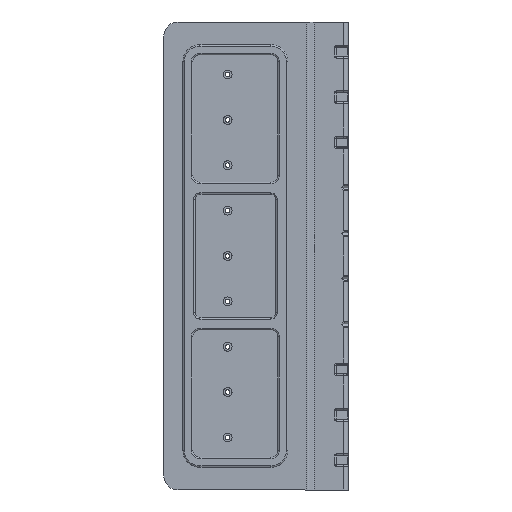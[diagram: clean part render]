
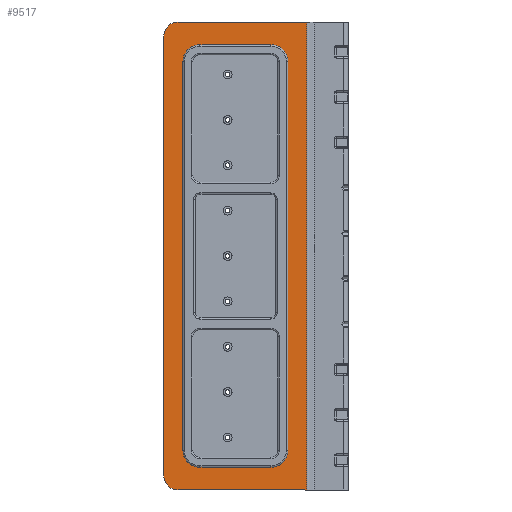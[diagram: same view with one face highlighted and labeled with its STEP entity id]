
A CAD part, left-side view. The second image highlights one B-rep face of the part: STEP entity #9517.
In plain terms, the highlighted planar face has unit normal (-1, 0, 0).
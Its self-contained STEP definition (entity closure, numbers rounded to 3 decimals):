
#429=FACE_BOUND('',#1679,.T.);
#562=PLANE('',#10490);
#1060=FACE_OUTER_BOUND('',#1678,.T.);
#1678=EDGE_LOOP('',(#8070,#8071,#8072,#8073,#8074,#8075));
#1679=EDGE_LOOP('',(#8076,#8077,#8078,#8079,#8080,#8081,#8082,#8083));
#1886=LINE('',#13812,#2534);
#1950=LINE('',#14071,#2598);
#1954=LINE('',#14080,#2602);
#1980=LINE('',#14152,#2628);
#1981=LINE('',#14156,#2629);
#1984=LINE('',#14164,#2632);
#2349=LINE('',#19059,#2997);
#2350=LINE('',#19061,#2998);
#2534=VECTOR('',#10891,10.);
#2598=VECTOR('',#11027,10.);
#2602=VECTOR('',#11037,10.);
#2628=VECTOR('',#11115,10.);
#2629=VECTOR('',#11122,10.);
#2632=VECTOR('',#11135,10.);
#2997=VECTOR('',#12892,10.);
#2998=VECTOR('',#12895,10.);
#3176=CIRCLE('',#9715,10.);
#3186=CIRCLE('',#9737,10.);
#3199=CIRCLE('',#9760,12.);
#3200=CIRCLE('',#9763,12.);
#3549=CIRCLE('',#10491,12.);
#3550=CIRCLE('',#10492,12.);
#3744=VERTEX_POINT('',#13779);
#3745=VERTEX_POINT('',#13781);
#3758=VERTEX_POINT('',#13811);
#3831=VERTEX_POINT('',#14032);
#3840=VERTEX_POINT('',#14068);
#3841=VERTEX_POINT('',#14070);
#3842=VERTEX_POINT('',#14074);
#3843=VERTEX_POINT('',#14078);
#3844=VERTEX_POINT('',#14082);
#3862=VERTEX_POINT('',#14150);
#3863=VERTEX_POINT('',#14151);
#4343=VERTEX_POINT('',#19055);
#4344=VERTEX_POINT('',#19056);
#4345=VERTEX_POINT('',#19058);
#4570=EDGE_CURVE('',#3744,#3745,#3176,.T.);
#4585=EDGE_CURVE('',#3758,#3745,#1886,.T.);
#4663=EDGE_CURVE('',#3758,#3831,#3186,.T.);
#4682=EDGE_CURVE('',#3841,#3840,#1950,.T.);
#4685=EDGE_CURVE('',#3840,#3842,#3199,.T.);
#4687=EDGE_CURVE('',#3842,#3843,#1954,.T.);
#4689=EDGE_CURVE('',#3843,#3844,#3200,.T.);
#4723=EDGE_CURVE('',#3862,#3863,#1980,.T.);
#4726=EDGE_CURVE('',#3863,#3831,#1981,.T.);
#4731=EDGE_CURVE('',#3862,#3744,#1984,.T.);
#5615=EDGE_CURVE('',#4343,#4344,#3549,.T.);
#5616=EDGE_CURVE('',#4344,#4345,#2349,.T.);
#5617=EDGE_CURVE('',#4345,#3841,#3550,.T.);
#5618=EDGE_CURVE('',#3844,#4343,#2350,.T.);
#8070=ORIENTED_EDGE('',*,*,#4570,.F.);
#8071=ORIENTED_EDGE('',*,*,#4731,.F.);
#8072=ORIENTED_EDGE('',*,*,#4723,.T.);
#8073=ORIENTED_EDGE('',*,*,#4726,.T.);
#8074=ORIENTED_EDGE('',*,*,#4663,.F.);
#8075=ORIENTED_EDGE('',*,*,#4585,.T.);
#8076=ORIENTED_EDGE('',*,*,#5615,.T.);
#8077=ORIENTED_EDGE('',*,*,#5616,.T.);
#8078=ORIENTED_EDGE('',*,*,#5617,.T.);
#8079=ORIENTED_EDGE('',*,*,#4682,.T.);
#8080=ORIENTED_EDGE('',*,*,#4685,.T.);
#8081=ORIENTED_EDGE('',*,*,#4687,.T.);
#8082=ORIENTED_EDGE('',*,*,#4689,.T.);
#8083=ORIENTED_EDGE('',*,*,#5618,.T.);
#9517=ADVANCED_FACE('',(#1060,#429),#562,.F.);
#9715=AXIS2_PLACEMENT_3D('',#13782,#10866,#10867);
#9737=AXIS2_PLACEMENT_3D('',#14033,#10977,#10978);
#9760=AXIS2_PLACEMENT_3D('',#14076,#11032,#11033);
#9763=AXIS2_PLACEMENT_3D('',#14084,#11041,#11042);
#10490=AXIS2_PLACEMENT_3D('',#19054,#12888,#12889);
#10491=AXIS2_PLACEMENT_3D('',#19057,#12890,#12891);
#10492=AXIS2_PLACEMENT_3D('',#19060,#12893,#12894);
#10866=DIRECTION('center_axis',(1.,0.,0.));
#10867=DIRECTION('ref_axis',(0.,0.707,-0.707));
#10891=DIRECTION('',(0.,0.,-1.));
#10977=DIRECTION('center_axis',(1.,0.,0.));
#10978=DIRECTION('ref_axis',(0.,0.707,0.707));
#11027=DIRECTION('',(0.,0.,-1.));
#11032=DIRECTION('center_axis',(1.,0.,0.));
#11033=DIRECTION('ref_axis',(0.,-1.,0.));
#11037=DIRECTION('',(0.,1.,0.));
#11041=DIRECTION('center_axis',(1.,0.,0.));
#11042=DIRECTION('ref_axis',(0.,0.,
-1.));
#11115=DIRECTION('',(0.,0.,1.));
#11122=DIRECTION('',(0.,1.,0.));
#11135=DIRECTION('',(0.,1.,0.));
#12888=DIRECTION('center_axis',(1.,0.,0.));
#12889=DIRECTION('ref_axis',(0.,0.,
-1.));
#12890=DIRECTION('center_axis',(1.,0.,0.));
#12891=DIRECTION('ref_axis',(0.,1.,0.));
#12892=DIRECTION('',(0.,-1.,0.));
#12893=DIRECTION('center_axis',(1.,0.,0.));
#12894=DIRECTION('ref_axis',(0.,0.,
1.));
#12895=DIRECTION('',(0.,0.,1.));
#13779=CARTESIAN_POINT('',(-29.256,120.,-165.));
#13781=CARTESIAN_POINT('',(-29.256,130.,-155.));
#13782=CARTESIAN_POINT('Origin',(-29.256,120.,-155.));
#13811=CARTESIAN_POINT('',(-29.256,130.,155.));
#13812=CARTESIAN_POINT('',(-29.256,130.,165.));
#14032=CARTESIAN_POINT('',(-29.256,120.,165.));
#14033=CARTESIAN_POINT('Origin',(-29.256,120.,155.));
#14068=CARTESIAN_POINT('',(-29.256,42.5,-137.));
#14070=CARTESIAN_POINT('',(-29.256,42.5,137.));
#14071=CARTESIAN_POINT('',(-29.256,42.5,-68.5));
#14074=CARTESIAN_POINT('',(-29.256,54.5,-149.));
#14076=CARTESIAN_POINT('Origin',(-29.256,54.5,-137.));
#14078=CARTESIAN_POINT('',(-29.256,104.5,-149.));
#14080=CARTESIAN_POINT('',(-29.256,91.608,-149.));
#14082=CARTESIAN_POINT('',(-29.256,116.5,-137.));
#14084=CARTESIAN_POINT('Origin',(-29.256,104.5,-137.));
#14150=CARTESIAN_POINT('',(-29.256,29.128,-165.));
#14151=CARTESIAN_POINT('',(-29.256,29.128,165.));
#14152=CARTESIAN_POINT('',(-29.256,29.128,0.));
#14156=CARTESIAN_POINT('',(-29.256,27.431,165.));
#14164=CARTESIAN_POINT('',(-29.256,27.431,-165.));
#19054=CARTESIAN_POINT('Origin',(-29.256,78.716,0.));
#19055=CARTESIAN_POINT('',(-29.256,116.5,137.));
#19056=CARTESIAN_POINT('',(-29.256,104.5,149.));
#19057=CARTESIAN_POINT('Origin',(-29.256,104.5,137.));
#19058=CARTESIAN_POINT('',(-29.256,54.5,149.));
#19059=CARTESIAN_POINT('',(-29.256,66.608,149.));
#19060=CARTESIAN_POINT('Origin',(-29.256,54.5,137.));
#19061=CARTESIAN_POINT('',(-29.256,116.5,68.5));
